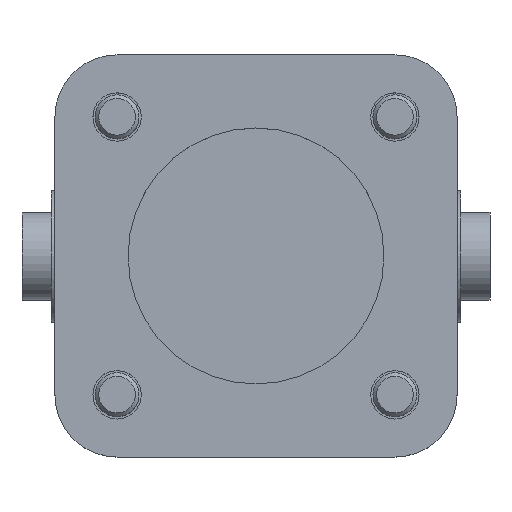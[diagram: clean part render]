
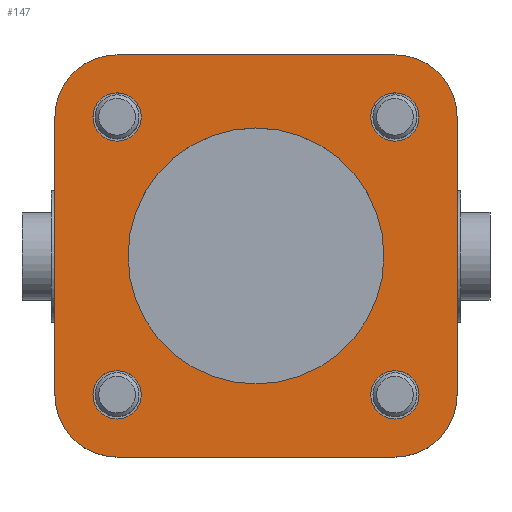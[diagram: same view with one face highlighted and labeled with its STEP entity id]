
A CAD part, top view. The second image highlights one B-rep face of the part: STEP entity #147.
In plain terms, the highlighted face is planar.
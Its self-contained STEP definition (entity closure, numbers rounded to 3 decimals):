
#16 = VERTEX_POINT ( 'NONE', #800 ) ;
#58 = VERTEX_POINT ( 'NONE', #2573 ) ;
#80 = EDGE_CURVE ( 'NONE', #2419, #2419, #614, .T. ) ;
#110 = DIRECTION ( 'NONE',  ( -0.707, 0.707, 0. ) ) ;
#124 = EDGE_CURVE ( 'NONE', #1817, #2362, #146, .T. ) ;
#127 = DIRECTION ( 'NONE',  ( 0., 0., 1. ) ) ;
#140 = ORIENTED_EDGE ( 'NONE', *, *, #3164, .T. ) ;
#142 = CARTESIAN_POINT ( 'NONE',  ( -15.7, 19., 0. ) ) ;
#146 = LINE ( 'NONE', #1929, #1303 ) ;
#147 = ADVANCED_FACE ( 'NONE', ( #662, #418, #2188, #923, #1681, #905 ), #888, .F. ) ;
#188 = DIRECTION ( 'NONE',  ( 1., 0., 0. ) ) ;
#240 = AXIS2_PLACEMENT_3D ( 'NONE', #837, #127, #2085 ) ;
#256 = CARTESIAN_POINT ( 'NONE',  ( 27.5, -19., 0. ) ) ;
#275 = VERTEX_POINT ( 'NONE', #1521 ) ;
#277 = LINE ( 'NONE', #1290, #539 ) ;
#305 = AXIS2_PLACEMENT_3D ( 'NONE', #2513, #1984, #2278 ) ;
#352 = ORIENTED_EDGE ( 'NONE', *, *, #1304, .T. ) ;
#401 = DIRECTION ( 'NONE',  ( 1., 0., 0. ) ) ;
#418 = FACE_BOUND ( 'NONE', #2335, .T. ) ;
#432 = DIRECTION ( 'NONE',  ( 1., 0., 0. ) ) ;
#539 = VECTOR ( 'NONE', #1893, 1000. ) ;
#593 = ORIENTED_EDGE ( 'NONE', *, *, #2231, .T. ) ;
#604 = DIRECTION ( 'NONE',  ( -1., 0., 0. ) ) ;
#614 = CIRCLE ( 'NONE', #240, 3.3 ) ;
#626 = AXIS2_PLACEMENT_3D ( 'NONE', #1337, #1065, #2078 ) ;
#631 = CIRCLE ( 'NONE', #2216, 3.3 ) ;
#648 = VERTEX_POINT ( 'NONE', #2257 ) ;
#662 = FACE_BOUND ( 'NONE', #2612, .T. ) ;
#663 = CARTESIAN_POINT ( 'NONE',  ( 19., 19., 0. ) ) ;
#757 = DIRECTION ( 'NONE',  ( 1., 0., 0. ) ) ;
#767 = VERTEX_POINT ( 'NONE', #1965 ) ;
#799 = DIRECTION ( 'NONE',  ( 0., 0., 1. ) ) ;
#800 = CARTESIAN_POINT ( 'NONE',  ( -27.5, 19., 0. ) ) ;
#837 = CARTESIAN_POINT ( 'NONE',  ( -19., 19., 0. ) ) ;
#853 = DIRECTION ( 'NONE',  ( -1., 0., 0. ) ) ;
#878 = CARTESIAN_POINT ( 'NONE',  ( 19., -19., 0. ) ) ;
#888 = PLANE ( 'NONE',  #3169 ) ;
#891 = EDGE_CURVE ( 'NONE', #767, #648, #1482, .T. ) ;
#897 = CARTESIAN_POINT ( 'NONE',  ( 0., 0., 0. ) ) ;
#905 = FACE_OUTER_BOUND ( 'NONE', #1676, .T. ) ;
#923 = FACE_BOUND ( 'NONE', #1440, .T. ) ;
#956 = VECTOR ( 'NONE', #853, 1000. ) ;
#1026 = CARTESIAN_POINT ( 'NONE',  ( -19., 27.5, 0. ) ) ;
#1065 = DIRECTION ( 'NONE',  ( 0., 0., 1. ) ) ;
#1125 = CARTESIAN_POINT ( 'NONE',  ( -19., 19., 0. ) ) ;
#1135 = ORIENTED_EDGE ( 'NONE', *, *, #2878, .T. ) ;
#1173 = CIRCLE ( 'NONE', #3089, 8.5 ) ;
#1185 = CARTESIAN_POINT ( 'NONE',  ( 27.5, 19., 0. ) ) ;
#1212 = DIRECTION ( 'NONE',  ( 0., -1., 0. ) ) ;
#1222 = CARTESIAN_POINT ( 'NONE',  ( -17.5, 0., 0. ) ) ;
#1290 = CARTESIAN_POINT ( 'NONE',  ( -27.5, -19., 0. ) ) ;
#1303 = VECTOR ( 'NONE', #1212, 1000. ) ;
#1304 = EDGE_CURVE ( 'NONE', #2006, #2006, #1471, .T. ) ;
#1316 = CIRCLE ( 'NONE', #305, 8.5 ) ;
#1322 = VERTEX_POINT ( 'NONE', #2886 ) ;
#1327 = AXIS2_PLACEMENT_3D ( 'NONE', #2679, #2189, #401 ) ;
#1337 = CARTESIAN_POINT ( 'NONE',  ( -19., -19., 0. ) ) ;
#1343 = CARTESIAN_POINT ( 'NONE',  ( -19., -19., 0. ) ) ;
#1406 = EDGE_LOOP ( 'NONE', ( #1135 ) ) ;
#1415 = DIRECTION ( 'NONE',  ( 0.707, 0.707, 0. ) ) ;
#1425 = LINE ( 'NONE', #3146, #956 ) ;
#1440 = EDGE_LOOP ( 'NONE', ( #1466 ) ) ;
#1466 = ORIENTED_EDGE ( 'NONE', *, *, #3097, .T. ) ;
#1471 = CIRCLE ( 'NONE', #2591, 17.5 ) ;
#1482 = LINE ( 'NONE', #1026, #2637 ) ;
#1515 = CARTESIAN_POINT ( 'NONE',  ( -27.5, -19., 0. ) ) ;
#1521 = CARTESIAN_POINT ( 'NONE',  ( -15.7, -19., 0. ) ) ;
#1557 = CARTESIAN_POINT ( 'NONE',  ( 22.3, -19., 0. ) ) ;
#1656 = CIRCLE ( 'NONE', #1327, 3.3 ) ;
#1665 = ORIENTED_EDGE ( 'NONE', *, *, #1941, .F. ) ;
#1676 = EDGE_LOOP ( 'NONE', ( #1665, #1808, #1685, #140, #2562, #2782, #2697, #3066 ) ) ;
#1681 = FACE_BOUND ( 'NONE', #1406, .T. ) ;
#1685 = ORIENTED_EDGE ( 'NONE', *, *, #1718, .F. ) ;
#1718 = EDGE_CURVE ( 'NONE', #2624, #2042, #2913, .T. ) ;
#1777 = VERTEX_POINT ( 'NONE', #1557 ) ;
#1808 = ORIENTED_EDGE ( 'NONE', *, *, #3244, .T. ) ;
#1817 = VERTEX_POINT ( 'NONE', #1185 ) ;
#1893 = DIRECTION ( 'NONE',  ( 0., 1., 0. ) ) ;
#1929 = CARTESIAN_POINT ( 'NONE',  ( 27.5, 19., 0. ) ) ;
#1941 = EDGE_CURVE ( 'NONE', #1322, #2362, #1316, .T. ) ;
#1943 = DIRECTION ( 'NONE',  ( 0., 0., 1. ) ) ;
#1965 = CARTESIAN_POINT ( 'NONE',  ( -19., 27.5, 0. ) ) ;
#1984 = DIRECTION ( 'NONE',  ( 0., 0., 1. ) ) ;
#2006 = VERTEX_POINT ( 'NONE', #1222 ) ;
#2042 = VERTEX_POINT ( 'NONE', #2866 ) ;
#2078 = DIRECTION ( 'NONE',  ( -0.707, -0.707, 0. ) ) ;
#2085 = DIRECTION ( 'NONE',  ( 1., 0., 0. ) ) ;
#2174 = CARTESIAN_POINT ( 'NONE',  ( 0., 0., 0. ) ) ;
#2178 = CIRCLE ( 'NONE', #3201, 3.3 ) ;
#2188 = FACE_BOUND ( 'NONE', #2733, .T. ) ;
#2189 = DIRECTION ( 'NONE',  ( 0., 0., 1. ) ) ;
#2216 = AXIS2_PLACEMENT_3D ( 'NONE', #878, #1943, #188 ) ;
#2231 = EDGE_CURVE ( 'NONE', #1777, #1777, #631, .T. ) ;
#2257 = CARTESIAN_POINT ( 'NONE',  ( 19., 27.5, 0. ) ) ;
#2278 = DIRECTION ( 'NONE',  ( 0.707, -0.707, 0. ) ) ;
#2335 = EDGE_LOOP ( 'NONE', ( #593 ) ) ;
#2362 = VERTEX_POINT ( 'NONE', #256 ) ;
#2419 = VERTEX_POINT ( 'NONE', #142 ) ;
#2428 = ORIENTED_EDGE ( 'NONE', *, *, #80, .T. ) ;
#2501 = CIRCLE ( 'NONE', #3035, 8.5 ) ;
#2513 = CARTESIAN_POINT ( 'NONE',  ( 19., -19., 0. ) ) ;
#2562 = ORIENTED_EDGE ( 'NONE', *, *, #2874, .F. ) ;
#2573 = CARTESIAN_POINT ( 'NONE',  ( 22.3, 19., 0. ) ) ;
#2591 = AXIS2_PLACEMENT_3D ( 'NONE', #897, #2638, #604 ) ;
#2612 = EDGE_LOOP ( 'NONE', ( #352 ) ) ;
#2624 = VERTEX_POINT ( 'NONE', #1515 ) ;
#2637 = VECTOR ( 'NONE', #757, 1000. ) ;
#2638 = DIRECTION ( 'NONE',  ( 0., 0., 1. ) ) ;
#2679 = CARTESIAN_POINT ( 'NONE',  ( 19., 19., 0. ) ) ;
#2697 = ORIENTED_EDGE ( 'NONE', *, *, #2894, .F. ) ;
#2733 = EDGE_LOOP ( 'NONE', ( #2428 ) ) ;
#2782 = ORIENTED_EDGE ( 'NONE', *, *, #891, .T. ) ;
#2866 = CARTESIAN_POINT ( 'NONE',  ( -19., -27.5, 0. ) ) ;
#2874 = EDGE_CURVE ( 'NONE', #767, #16, #1173, .T. ) ;
#2877 = DIRECTION ( 'NONE',  ( 1., 0., 0. ) ) ;
#2878 = EDGE_CURVE ( 'NONE', #58, #58, #1656, .T. ) ;
#2886 = CARTESIAN_POINT ( 'NONE',  ( 19., -27.5, 0. ) ) ;
#2894 = EDGE_CURVE ( 'NONE', #1817, #648, #2501, .T. ) ;
#2913 = CIRCLE ( 'NONE', #626, 8.5 ) ;
#2963 = DIRECTION ( 'NONE',  ( 0., 0., 1. ) ) ;
#3035 = AXIS2_PLACEMENT_3D ( 'NONE', #663, #3215, #1415 ) ;
#3066 = ORIENTED_EDGE ( 'NONE', *, *, #124, .T. ) ;
#3089 = AXIS2_PLACEMENT_3D ( 'NONE', #1125, #3163, #110 ) ;
#3097 = EDGE_CURVE ( 'NONE', #275, #275, #2178, .T. ) ;
#3146 = CARTESIAN_POINT ( 'NONE',  ( 19., -27.5, 0. ) ) ;
#3163 = DIRECTION ( 'NONE',  ( 0., 0., 1. ) ) ;
#3164 = EDGE_CURVE ( 'NONE', #2624, #16, #277, .T. ) ;
#3169 = AXIS2_PLACEMENT_3D ( 'NONE', #2174, #2963, #432 ) ;
#3201 = AXIS2_PLACEMENT_3D ( 'NONE', #1343, #799, #2877 ) ;
#3215 = DIRECTION ( 'NONE',  ( 0., 0., 1. ) ) ;
#3244 = EDGE_CURVE ( 'NONE', #1322, #2042, #1425, .T. ) ;
